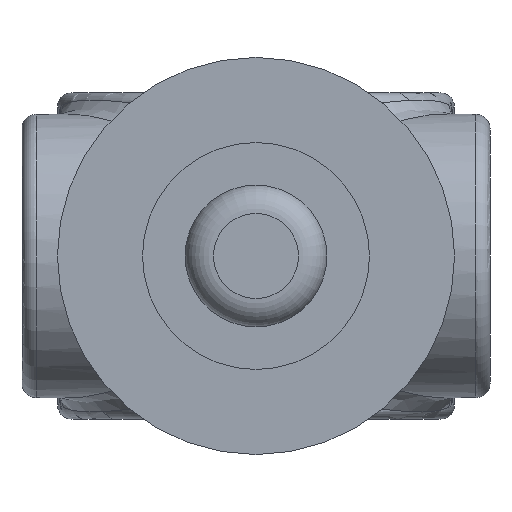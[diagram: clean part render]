
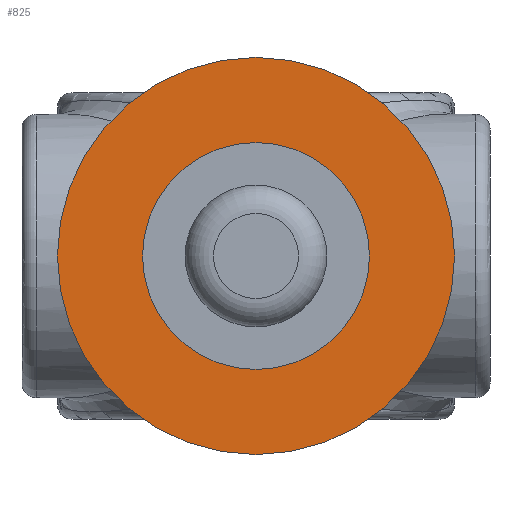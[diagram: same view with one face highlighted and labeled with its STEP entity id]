
A CAD part, front view. The second image highlights one B-rep face of the part: STEP entity #825.
In plain terms, the highlighted planar face has unit normal (0, -1, 0).
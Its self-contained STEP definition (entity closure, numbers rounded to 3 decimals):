
#46=FACE_BOUND('',#174,.T.);
#55=PLANE('',#941);
#119=FACE_OUTER_BOUND('',#173,.T.);
#173=EDGE_LOOP('',(#738,#739));
#174=EDGE_LOOP('',(#740,#741));
#279=CIRCLE('',#917,14.);
#280=CIRCLE('',#918,14.);
#294=CIRCLE('',#938,8.);
#295=CIRCLE('',#939,8.);
#365=VERTEX_POINT('',#2238);
#366=VERTEX_POINT('',#2240);
#378=VERTEX_POINT('',#2353);
#379=VERTEX_POINT('',#2355);
#481=EDGE_CURVE('',#365,#366,#279,.T.);
#482=EDGE_CURVE('',#366,#365,#280,.T.);
#500=EDGE_CURVE('',#379,#378,#294,.T.);
#501=EDGE_CURVE('',#378,#379,#295,.T.);
#738=ORIENTED_EDGE('',*,*,#482,.F.);
#739=ORIENTED_EDGE('',*,*,#481,.F.);
#740=ORIENTED_EDGE('',*,*,#500,.T.);
#741=ORIENTED_EDGE('',*,*,#501,.T.);
#825=ADVANCED_FACE('',(#119,#46),#55,.F.);
#917=AXIS2_PLACEMENT_3D('',#2241,#1091,#1092);
#918=AXIS2_PLACEMENT_3D('',#2242,#1093,#1094);
#938=AXIS2_PLACEMENT_3D('',#2356,#1136,#1137);
#939=AXIS2_PLACEMENT_3D('',#2357,#1138,#1139);
#941=AXIS2_PLACEMENT_3D('',#2359,#1142,#1143);
#1091=DIRECTION('center_axis',(0.,1.,0.));
#1092=DIRECTION('ref_axis',(-1.,0.,0.));
#1093=DIRECTION('center_axis',(0.,1.,0.));
#1094=DIRECTION('ref_axis',(-1.,0.,0.));
#1136=DIRECTION('center_axis',(0.,1.,0.));
#1137=DIRECTION('ref_axis',(-1.,0.,0.));
#1138=DIRECTION('center_axis',(0.,1.,0.));
#1139=DIRECTION('ref_axis',(-1.,0.,0.));
#1142=DIRECTION('center_axis',(0.,1.,0.));
#1143=DIRECTION('ref_axis',(0.,0.,1.));
#2238=CARTESIAN_POINT('',(14.,0.,0.));
#2240=CARTESIAN_POINT('',(-14.,0.,0.));
#2241=CARTESIAN_POINT('Origin',(0.,0.,0.));
#2242=CARTESIAN_POINT('Origin',(0.,0.,0.));
#2353=CARTESIAN_POINT('',(8.,0.,0.));
#2355=CARTESIAN_POINT('',(-8.,0.,0.));
#2356=CARTESIAN_POINT('Origin',(0.,0.,0.));
#2357=CARTESIAN_POINT('Origin',(0.,0.,0.));
#2359=CARTESIAN_POINT('Origin',(0.,0.,0.));
